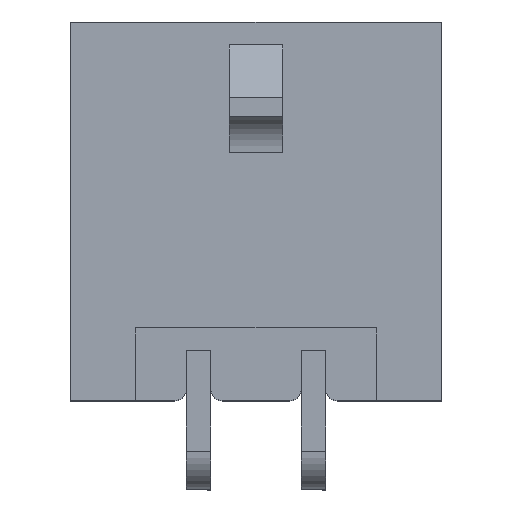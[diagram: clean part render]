
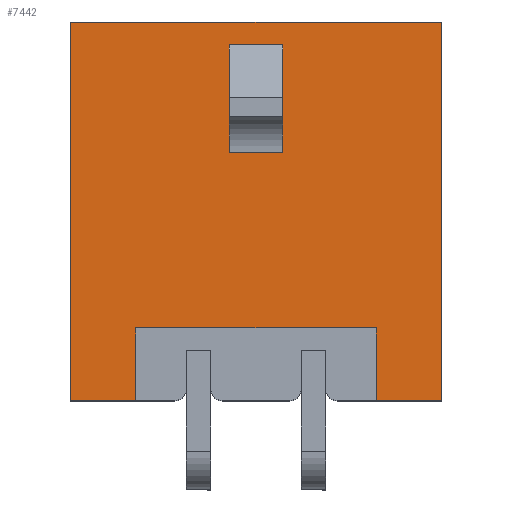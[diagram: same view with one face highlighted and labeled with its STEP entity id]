
A CAD part, top view. The second image highlights one B-rep face of the part: STEP entity #7442.
In plain terms, the highlighted planar face has unit normal (0, 0, 1).
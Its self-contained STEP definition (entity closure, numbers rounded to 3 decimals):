
#1144=ORIENTED_EDGE('',*,*,#1919,.T.);
#1145=ORIENTED_EDGE('',*,*,#1924,.T.);
#1146=ORIENTED_EDGE('',*,*,#2268,.F.);
#1147=ORIENTED_EDGE('',*,*,#2223,.T.);
#1148=ORIENTED_EDGE('',*,*,#2235,.T.);
#1149=ORIENTED_EDGE('',*,*,#2215,.F.);
#1150=ORIENTED_EDGE('',*,*,#2267,.F.);
#1151=ORIENTED_EDGE('',*,*,#1922,.T.);
#1152=ORIENTED_EDGE('',*,*,#1937,.F.);
#1153=ORIENTED_EDGE('',*,*,#1930,.F.);
#1154=ORIENTED_EDGE('',*,*,#1934,.T.);
#1155=ORIENTED_EDGE('',*,*,#1926,.T.);
#1919=EDGE_CURVE('',#2647,#2648,#3185,.T.);
#1922=EDGE_CURVE('',#2649,#2647,#3188,.T.);
#1924=EDGE_CURVE('',#2648,#2650,#3190,.T.);
#1926=EDGE_CURVE('',#2651,#2652,#3192,.T.);
#1930=EDGE_CURVE('',#2655,#2656,#3195,.T.);
#1934=EDGE_CURVE('',#2655,#2651,#3198,.T.);
#1937=EDGE_CURVE('',#2656,#2652,#3201,.T.);
#2215=EDGE_CURVE('',#2859,#2860,#3461,.T.);
#2223=EDGE_CURVE('',#2865,#2864,#3469,.T.);
#2235=EDGE_CURVE('',#2864,#2860,#3481,.T.);
#2267=EDGE_CURVE('',#2649,#2859,#3509,.T.);
#2268=EDGE_CURVE('',#2865,#2650,#3510,.T.);
#2647=VERTEX_POINT('',#9808);
#2648=VERTEX_POINT('',#9809);
#2649=VERTEX_POINT('',#9814);
#2650=VERTEX_POINT('',#9818);
#2651=VERTEX_POINT('',#9822);
#2652=VERTEX_POINT('',#9823);
#2655=VERTEX_POINT('',#9831);
#2656=VERTEX_POINT('',#9832);
#2859=VERTEX_POINT('',#10415);
#2860=VERTEX_POINT('',#10417);
#2864=VERTEX_POINT('',#10429);
#2865=VERTEX_POINT('',#10431);
#3185=LINE('',#9807,#3913);
#3188=LINE('',#9813,#3916);
#3190=LINE('',#9817,#3918);
#3192=LINE('',#9821,#3920);
#3195=LINE('',#9830,#3923);
#3198=LINE('',#9839,#3926);
#3201=LINE('',#9844,#3929);
#3461=LINE('',#10416,#4189);
#3469=LINE('',#10430,#4197);
#3481=LINE('',#10445,#4209);
#3509=LINE('',#10502,#4237);
#3510=LINE('',#10504,#4238);
#3913=VECTOR('',#8295,1000.);
#3916=VECTOR('',#8300,1000.);
#3918=VECTOR('',#8304,1000.);
#3920=VECTOR('',#8308,1000.);
#3923=VECTOR('',#8315,1000.);
#3926=VECTOR('',#8322,1000.);
#3929=VECTOR('',#8329,1000.);
#4189=VECTOR('',#8779,1000.);
#4197=VECTOR('',#8789,1000.);
#4209=VECTOR('',#8803,1000.);
#4237=VECTOR('',#8883,1000.);
#4238=VECTOR('',#8886,1000.);
#4600=EDGE_LOOP('',(#1144,#1145,#1146,#1147,#1148,#1149,#1150,#1151));
#4601=EDGE_LOOP('',(#1152,#1153,#1154,#1155));
#4896=FACE_BOUND('',#4600,.T.);
#4897=FACE_BOUND('',#4601,.T.);
#5165=PLANE('',#7774);
#7442=ADVANCED_FACE('',(#4896,#4897),#5165,.T.);
#7774=AXIS2_PLACEMENT_3D('',#10503,#8884,#8885);
#8295=DIRECTION('',(1.,0.,0.));
#8300=DIRECTION('',(0.,1.,0.));
#8304=DIRECTION('',(0.,-1.,0.));
#8308=DIRECTION('',(0.,1.,0.));
#8315=DIRECTION('',(0.,1.,0.));
#8322=DIRECTION('',(-1.,0.,0.));
#8329=DIRECTION('',(-1.,0.,0.));
#8779=DIRECTION('',(0.,1.,0.));
#8789=DIRECTION('',(0.,1.,0.));
#8803=DIRECTION('',(-1.,0.,0.));
#8883=DIRECTION('',(-1.,0.,0.));
#8884=DIRECTION('',(0.,0.,1.));
#8885=DIRECTION('',(0.,-1.,0.));
#8886=DIRECTION('',(-1.,0.,0.));
#9807=CARTESIAN_POINT('',(-3.151,-1.901,4.579));
#9808=CARTESIAN_POINT('',(-3.151,-1.901,4.579));
#9809=CARTESIAN_POINT('',(3.149,-1.899,4.581));
#9813=CARTESIAN_POINT('',(-3.151,-3.801,4.579));
#9814=CARTESIAN_POINT('',(-3.151,-3.801,4.579));
#9817=CARTESIAN_POINT('',(3.149,-1.899,4.581));
#9818=CARTESIAN_POINT('',(3.149,-3.799,4.581));
#9821=CARTESIAN_POINT('',(-0.702,2.7,4.58));
#9822=CARTESIAN_POINT('',(-0.702,2.7,4.58));
#9823=CARTESIAN_POINT('',(-0.703,5.5,4.58));
#9830=CARTESIAN_POINT('',(0.698,2.7,4.58));
#9831=CARTESIAN_POINT('',(0.698,2.7,4.58));
#9832=CARTESIAN_POINT('',(0.697,5.5,4.58));
#9839=CARTESIAN_POINT('',(0.698,2.7,4.58));
#9844=CARTESIAN_POINT('',(0.697,5.5,4.58));
#10415=CARTESIAN_POINT('',(-4.851,-3.801,4.578));
#10416=CARTESIAN_POINT('',(-4.851,-3.801,4.578));
#10417=CARTESIAN_POINT('',(-4.853,6.099,4.578));
#10429=CARTESIAN_POINT('',(4.847,6.101,4.582));
#10430=CARTESIAN_POINT('',(4.849,-3.799,4.582));
#10431=CARTESIAN_POINT('',(4.849,-3.799,4.582));
#10445=CARTESIAN_POINT('',(4.847,6.101,4.582));
#10502=CARTESIAN_POINT('',(4.849,-3.799,4.582));
#10503=CARTESIAN_POINT('',(4.849,-3.799,4.582));
#10504=CARTESIAN_POINT('',(4.849,-3.799,4.582));
